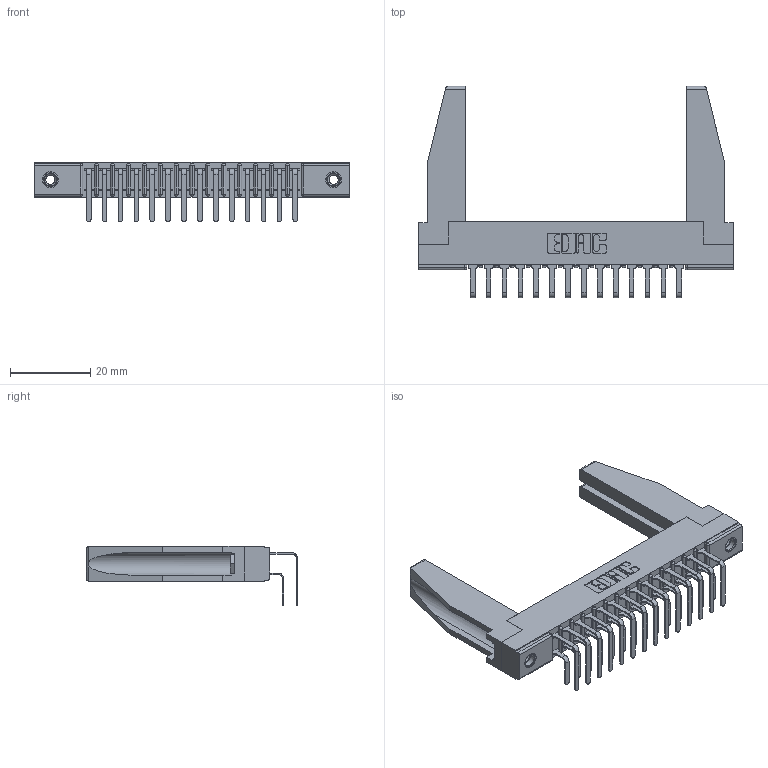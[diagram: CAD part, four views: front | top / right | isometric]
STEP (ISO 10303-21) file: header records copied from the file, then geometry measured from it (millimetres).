
FILE_DESCRIPTION (( 'STEP AP203' ), '1' );
FILE_NAME ('307-028-558-278.STEP', '2019-09-06T00:09:01', ( '' ), ( '' ), 'SwSTEP 2.0', 'SolidWorks 2016', '' );
FILE_SCHEMA (( 'CONFIG_CONTROL_DESIGN' ));
Length unit declared in the file: inch
Products named in the file (6): 307-290-001_558 - 2 (Single); 307-028-558-278; 345-250-001_345-250-001-102; 307 Part_.156 Dia Mounting Holes; 307-220-078; 307-290-001_558 559 - 1 (Single)
Assembly tree (33 placements, depth 2):
  307-028-558-278
    307 Part_.156 Dia Mounting Holes
    307-290-001_558 559 - 1 (Single)  x14
    307-290-001_558 - 2 (Single)  x14
    307-220-078  x2
    345-250-001_345-250-001-102  x2
Bounding box: 78.49 x 52.67 x 14.81 mm (x, y, z)
Volume: 9252.2 mm3; surface area: 13394.1 mm2
Topology: 33 solids, 33 shells, 1663 faces, 4629 edges, 2998 vertices
Faces by surface type: plane 1078, cylinder 539, sphere 30, cone 12, torus 4
Entity records: 19788 total; most frequent: CARTESIAN_POINT 3258, ORIENTED_EDGE 3184, DIRECTION 3156, EDGE_CURVE 1592, VECTOR 1212, LINE 1212, VERTEX_POINT 1032, AXIS2_PLACEMENT_3D 972
